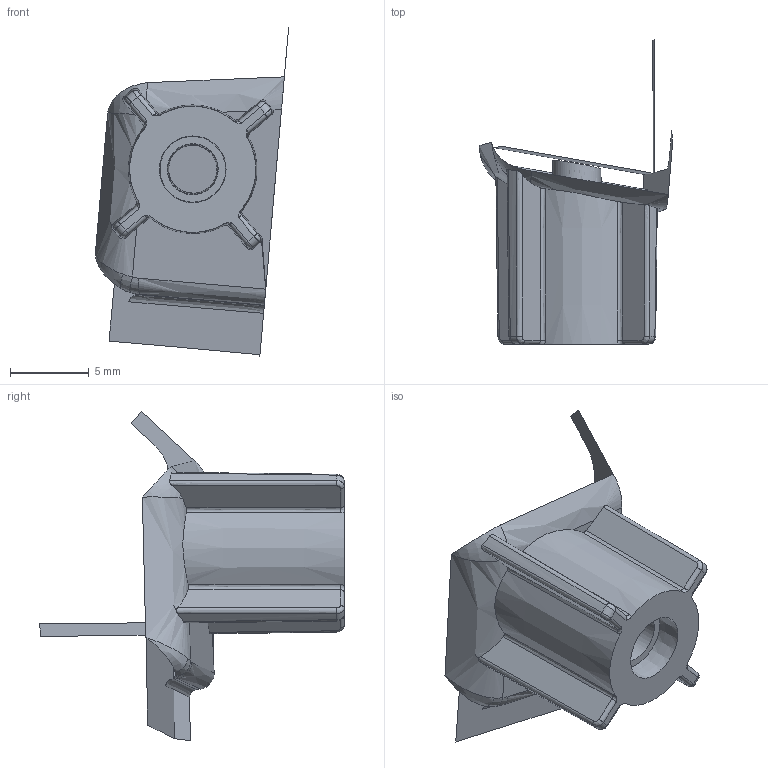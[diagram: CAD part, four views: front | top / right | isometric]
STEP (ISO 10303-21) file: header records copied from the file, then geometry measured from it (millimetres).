
FILE_DESCRIPTION(('Open CASCADE Model'),'2;1');
FILE_NAME('Open CASCADE Shape Model','2025-10-21T21:37:36',('Author'),( 'Open CASCADE'),'Open CASCADE STEP processor 7.7','Open CASCADE 7.7' ,'Unknown');
FILE_SCHEMA(('AUTOMOTIVE_DESIGN { 1 0 10303 214 1 1 1 1 }'));
Length unit declared in the file: millimetre
Products named in the file (82): Open CASCADE STEP translator 7.7 62; Open CASCADE STEP translator 7.7 62.1; Open CASCADE STEP translator 7.7 62.2; Open CASCADE STEP translator 7.7 62.3; Open CASCADE STEP translator 7.7 62.4; Open CASCADE STEP translator 7.7 62.5; Open CASCADE STEP translator 7.7 62.6; Open CASCADE STEP translator 7.7 62.7; Open CASCADE STEP translator 7.7 62.8; Open CASCADE STEP translator 7.7 62.9; Open CASCADE STEP translator 7.7 62.10; Open CASCADE STEP translator 7.7 62.11; Open CASCADE STEP translator 7.7 62.12; Open CASCADE STEP translator 7.7 62.13; Open CASCADE STEP translator 7.7 62.14; Open CASCADE STEP translator 7.7 62.15; Open CASCADE STEP translator 7.7 62.16; Open CASCADE STEP translator 7.7 62.17; Open CASCADE STEP translator 7.7 62.18; Open CASCADE STEP translator 7.7 62.19; Open CASCADE STEP translator 7.7 62.20; Open CASCADE STEP translator 7.7 62.21; Open CASCADE STEP translator 7.7 62.22; Open CASCADE STEP translator 7.7 62.23; Open CASCADE STEP translator 7.7 62.24; Open CASCADE STEP translator 7.7 62.25; Open CASCADE STEP translator 7.7 62.26; Open CASCADE STEP translator 7.7 62.27; Open CASCADE STEP translator 7.7 62.28; Open CASCADE STEP translator 7.7 62.29; Open CASCADE STEP translator 7.7 62.30; Open CASCADE STEP translator 7.7 62.31; Open CASCADE STEP translator 7.7 62.32; Open CASCADE STEP translator 7.7 62.33; Open CASCADE STEP translator 7.7 62.34; Open CASCADE STEP translator 7.7 62.35; Open CASCADE STEP translator 7.7 62.36; Open CASCADE STEP translator 7.7 62.37; Open CASCADE STEP translator 7.7 62.38; Open CASCADE STEP translator 7.7 62.39 ...
Assembly tree (81 placements, depth 2):
  Open CASCADE STEP translator 7.7 62
    Open CASCADE STEP translator 7.7 62.1
    Open CASCADE STEP translator 7.7 62.2
    Open CASCADE STEP translator 7.7 62.3
    Open CASCADE STEP translator 7.7 62.4
    Open CASCADE STEP translator 7.7 62.5
    Open CASCADE STEP translator 7.7 62.6
    Open CASCADE STEP translator 7.7 62.7
    Open CASCADE STEP translator 7.7 62.8
    Open CASCADE STEP translator 7.7 62.9
    Open CASCADE STEP translator 7.7 62.10
    Open CASCADE STEP translator 7.7 62.11
    Open CASCADE STEP translator 7.7 62.12
    Open CASCADE STEP translator 7.7 62.13
    Open CASCADE STEP translator 7.7 62.14
    Open CASCADE STEP translator 7.7 62.15
    Open CASCADE STEP translator 7.7 62.16
    Open CASCADE STEP translator 7.7 62.17
    Open CASCADE STEP translator 7.7 62.18
    Open CASCADE STEP translator 7.7 62.19
    Open CASCADE STEP translator 7.7 62.20
    Open CASCADE STEP translator 7.7 62.21
    Open CASCADE STEP translator 7.7 62.22
    Open CASCADE STEP translator 7.7 62.23
    Open CASCADE STEP translator 7.7 62.24
    Open CASCADE STEP translator 7.7 62.25
    Open CASCADE STEP translator 7.7 62.26
    Open CASCADE STEP translator 7.7 62.27
    Open CASCADE STEP translator 7.7 62.28
    Open CASCADE STEP translator 7.7 62.29
    Open CASCADE STEP translator 7.7 62.30
    Open CASCADE STEP translator 7.7 62.31
    Open CASCADE STEP translator 7.7 62.32
    Open CASCADE STEP translator 7.7 62.33
    Open CASCADE STEP translator 7.7 62.34
    Open CASCADE STEP translator 7.7 62.35
    Open CASCADE STEP translator 7.7 62.36
    Open CASCADE STEP translator 7.7 62.37
    Open CASCADE STEP translator 7.7 62.38
    Open CASCADE STEP translator 7.7 62.39
    Open CASCADE STEP translator 7.7 62.40
    Open CASCADE STEP translator 7.7 62.41
    Open CASCADE STEP translator 7.7 62.42
    Open CASCADE STEP translator 7.7 62.43
    Open CASCADE STEP translator 7.7 62.44
    Open CASCADE STEP translator 7.7 62.45
    Open CASCADE STEP translator 7.7 62.46
    Open CASCADE STEP translator 7.7 62.47
    Open CASCADE STEP translator 7.7 62.48
    Open CASCADE STEP translator 7.7 62.49
    Open CASCADE STEP translator 7.7 62.50
    Open CASCADE STEP translator 7.7 62.51
    Open CASCADE STEP translator 7.7 62.52
    Open CASCADE STEP translator 7.7 62.53
    Open CASCADE STEP translator 7.7 62.54
    Open CASCADE STEP translator 7.7 62.55
    Open CASCADE STEP translator 7.7 62.56
    Open CASCADE STEP translator 7.7 62.57
    Open CASCADE STEP translator 7.7 62.58
    Open CASCADE STEP translator 7.7 62.59
Bounding box: 12.26 x 19.31 x 20.89 mm (x, y, z)
Surface area: 803.6 mm2 (no closed solid volume)
Topology: 0 solids, 81 shells, 81 faces, 415 edges, 410 vertices
Faces by surface type: bspline 49, plane 10, cone 9, cylinder 8, torus 4, sphere 1
Entity records: 12465 total; most frequent: CARTESIAN_POINT 6685, B_SPLINE_CURVE_WITH_KNOTS 603, DIRECTION 541, ORIENTED_EDGE 416, PCURVE 416, DEFINITIONAL_REPRESENTATION 416, EDGE_CURVE 413, VERTEX_POINT 410
